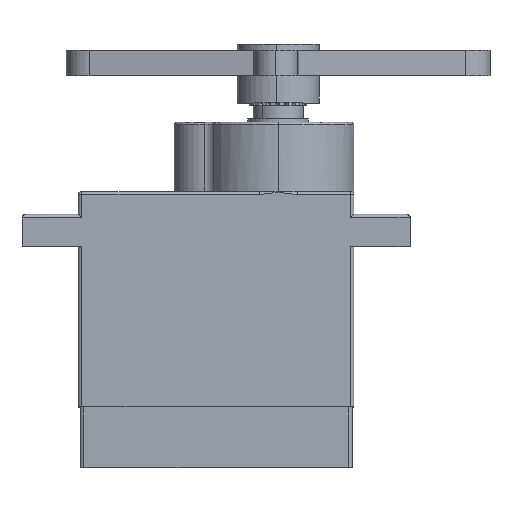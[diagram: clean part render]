
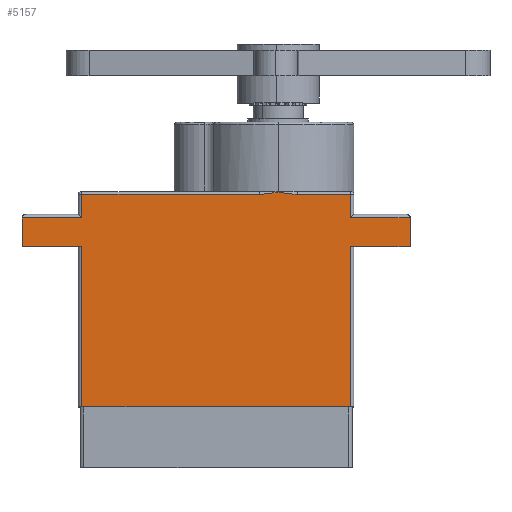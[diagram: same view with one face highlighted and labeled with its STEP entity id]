
A CAD part, top view. The second image highlights one B-rep face of the part: STEP entity #5157.
In plain terms, the highlighted planar face has unit normal (0, 0, 1).
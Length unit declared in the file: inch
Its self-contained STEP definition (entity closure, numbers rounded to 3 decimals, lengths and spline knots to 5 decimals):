
#10 = VERTEX_POINT ( 'NONE', #3985 ) ;
#17 = CARTESIAN_POINT ( 'NONE',  ( 0.88386, 0.8878, 0. ) ) ;
#38 = EDGE_CURVE ( 'NONE', #1664, #4127, #5047, .T. ) ;
#153 = EDGE_CURVE ( 'NONE', #7592, #2007, #3657, .T. ) ;
#219 = VECTOR ( 'NONE', #8188, 39.37008 ) ;
#234 = CARTESIAN_POINT ( 'NONE',  ( 0.69059, 0.88897, 0. ) ) ;
#287 = DIRECTION ( 'NONE',  ( -1., 0., 0. ) ) ;
#305 = LINE ( 'NONE', #4554, #7441 ) ;
#331 = EDGE_CURVE ( 'NONE', #951, #4903, #8069, .T. ) ;
#410 = ORIENTED_EDGE ( 'NONE', *, *, #6339, .T. ) ;
#417 = DIRECTION ( 'NONE',  ( -1., 0., 0. ) ) ;
#472 = LINE ( 'NONE', #2383, #2301 ) ;
#486 = CARTESIAN_POINT ( 'NONE',  ( 0.58786, 0.8878, 0. ) ) ;
#497 = FACE_OUTER_BOUND ( 'NONE', #4248, .T. ) ;
#666 = ORIENTED_EDGE ( 'NONE', *, *, #153, .F. ) ;
#774 = LINE ( 'NONE', #4930, #1988 ) ;
#874 = CARTESIAN_POINT ( 'NONE',  ( 0.88386, 0.19685, 0. ) ) ;
#878 = CARTESIAN_POINT ( 'NONE',  ( 0.64961, 0.89567, 0. ) ) ;
#939 = DIRECTION ( 'NONE',  ( -1., 0., 0. ) ) ;
#951 = VERTEX_POINT ( 'NONE', #3320 ) ;
#1006 = CARTESIAN_POINT ( 'NONE',  ( 0.01181, 0.7185, 0. ) ) ;
#1013 = B_SPLINE_CURVE_WITH_KNOTS ( 'NONE', 3,
 ( #7827, #8018, #234, #5353, #5471, #878 ),
 .UNSPECIFIED., .F., .F.,
 ( 4, 2, 4 ),
 ( 0., 0.0008, 0.00159 ),
 .UNSPECIFIED. ) ;
#1033 = CARTESIAN_POINT ( 'NONE',  ( 0.89567, 0.81102, 0. ) ) ;
#1145 = CARTESIAN_POINT ( 'NONE',  ( 0.62916, 0.89194, 0. ) ) ;
#1198 = DIRECTION ( 'NONE',  ( 0., -1., 0. ) ) ;
#1297 = DIRECTION ( 'NONE',  ( 0., 1., 0. ) ) ;
#1368 = ORIENTED_EDGE ( 'NONE', *, *, #5285, .F. ) ;
#1391 = CARTESIAN_POINT ( 'NONE',  ( 0.88386, 0.89567, 0. ) ) ;
#1400 = CARTESIAN_POINT ( 'NONE',  ( -0.18307, 0.82283, 0. ) ) ;
#1406 = ORIENTED_EDGE ( 'NONE', *, *, #4763, .T. ) ;
#1482 = VERTEX_POINT ( 'NONE', #3426 ) ;
#1664 = VERTEX_POINT ( 'NONE', #5089 ) ;
#1770 = CARTESIAN_POINT ( 'NONE',  ( 0.59831, 0.8878, 0. ) ) ;
#1825 = CARTESIAN_POINT ( 'NONE',  ( 0.01181, 0.19685, 0. ) ) ;
#1846 = EDGE_CURVE ( 'NONE', #8009, #951, #1013, .T. ) ;
#1879 = VECTOR ( 'NONE', #7179, 39.37008 ) ;
#1939 = ORIENTED_EDGE ( 'NONE', *, *, #38, .T. ) ;
#1988 = VECTOR ( 'NONE', #5580, 39.37008 ) ;
#2007 = VERTEX_POINT ( 'NONE', #1825 ) ;
#2014 = VECTOR ( 'NONE', #1297, 39.37008 ) ;
#2092 = PLANE ( 'NONE',  #2560 ) ;
#2182 = VERTEX_POINT ( 'NONE', #4492 ) ;
#2274 = VERTEX_POINT ( 'NONE', #3993 ) ;
#2301 = VECTOR ( 'NONE', #2358, 39.37008 ) ;
#2340 = DIRECTION ( 'NONE',  ( -1., 0., 0. ) ) ;
#2358 = DIRECTION ( 'NONE',  ( -1., 0., 0. ) ) ;
#2383 = CARTESIAN_POINT ( 'NONE',  ( -0.18307, 0.81102, 0. ) ) ;
#2560 = AXIS2_PLACEMENT_3D ( 'NONE', #7449, #3577, #2340 ) ;
#2595 = ORIENTED_EDGE ( 'NONE', *, *, #5668, .F. ) ;
#2690 = DIRECTION ( 'NONE',  ( -1., 0., 0. ) ) ;
#2698 = DIRECTION ( 'NONE',  ( 0., -1., 0. ) ) ;
#2718 = EDGE_CURVE ( 'NONE', #4903, #3081, #5253, .T. ) ;
#2733 = EDGE_CURVE ( 'NONE', #1482, #10, #2851, .T. ) ;
#2851 = LINE ( 'NONE', #8162, #3463 ) ;
#2966 = EDGE_CURVE ( 'NONE', #1482, #2274, #8163, .T. ) ;
#3081 = VERTEX_POINT ( 'NONE', #7469 ) ;
#3192 = LINE ( 'NONE', #8117, #7208 ) ;
#3221 = VECTOR ( 'NONE', #417, 39.37008 ) ;
#3273 = CARTESIAN_POINT ( 'NONE',  ( 0.88386, 0.89567, 0. ) ) ;
#3320 = CARTESIAN_POINT ( 'NONE',  ( 0.64961, 0.89567, 0. ) ) ;
#3426 = CARTESIAN_POINT ( 'NONE',  ( 1.07874, 0.81102, 0. ) ) ;
#3463 = VECTOR ( 'NONE', #1198, 39.37008 ) ;
#3472 = CARTESIAN_POINT ( 'NONE',  ( 0.71136, 0.8878, 0. ) ) ;
#3577 = DIRECTION ( 'NONE',  ( 0., 0., -1. ) ) ;
#3631 = LINE ( 'NONE', #5016, #3221 ) ;
#3657 = LINE ( 'NONE', #8021, #5961 ) ;
#3716 = CARTESIAN_POINT ( 'NONE',  ( 0.6394, 0.89381, 0. ) ) ;
#3813 = VERTEX_POINT ( 'NONE', #1006 ) ;
#3985 = CARTESIAN_POINT ( 'NONE',  ( 1.07874, 0.7185, 0. ) ) ;
#3993 = CARTESIAN_POINT ( 'NONE',  ( 0.88386, 0.81102, 0. ) ) ;
#4127 = VERTEX_POINT ( 'NONE', #4192 ) ;
#4192 = CARTESIAN_POINT ( 'NONE',  ( -0.18307, 0.7185, 0. ) ) ;
#4198 = EDGE_CURVE ( 'NONE', #7814, #8009, #7518, .T. ) ;
#4236 = EDGE_CURVE ( 'NONE', #3081, #5070, #774, .T. ) ;
#4248 = EDGE_LOOP ( 'NONE', ( #410, #7462, #6871, #4566, #7763, #4264, #6058, #1939, #2595, #1406, #666, #6965, #1368, #6738, #6707 ) ) ;
#4264 = ORIENTED_EDGE ( 'NONE', *, *, #4236, .T. ) ;
#4301 = EDGE_CURVE ( 'NONE', #5070, #1664, #472, .T. ) ;
#4492 = CARTESIAN_POINT ( 'NONE',  ( 0.88386, 0.7185, 0. ) ) ;
#4514 = VECTOR ( 'NONE', #287, 39.37008 ) ;
#4554 = CARTESIAN_POINT ( 'NONE',  ( 1.07874, 0.7185, 0. ) ) ;
#4566 = ORIENTED_EDGE ( 'NONE', *, *, #331, .T. ) ;
#4763 = EDGE_CURVE ( 'NONE', #3813, #2007, #3192, .T. ) ;
#4903 = VERTEX_POINT ( 'NONE', #7617 ) ;
#4916 = DIRECTION ( 'NONE',  ( -1., 0., 0. ) ) ;
#4930 = CARTESIAN_POINT ( 'NONE',  ( 0.01181, 0.82283, 0. ) ) ;
#4964 = CARTESIAN_POINT ( 'NONE',  ( 0.60862, 0.88897, 0. ) ) ;
#5016 = CARTESIAN_POINT ( 'NONE',  ( 1.07874, 0.7185, 0. ) ) ;
#5047 = LINE ( 'NONE', #1400, #7163 ) ;
#5070 = VERTEX_POINT ( 'NONE', #7278 ) ;
#5089 = CARTESIAN_POINT ( 'NONE',  ( -0.18307, 0.81102, 0. ) ) ;
#5157 = ADVANCED_FACE ( 'NONE', ( #497 ), #2092, .F. ) ;
#5253 = LINE ( 'NONE', #6325, #219 ) ;
#5285 = EDGE_CURVE ( 'NONE', #10, #2182, #3631, .T. ) ;
#5353 = CARTESIAN_POINT ( 'NONE',  ( 0.67005, 0.89194, 0. ) ) ;
#5471 = CARTESIAN_POINT ( 'NONE',  ( 0.65989, 0.8938, 0. ) ) ;
#5580 = DIRECTION ( 'NONE',  ( 0., -1., 0. ) ) ;
#5668 = EDGE_CURVE ( 'NONE', #3813, #4127, #305, .T. ) ;
#5765 = DIRECTION ( 'NONE',  ( 0., -1., 0. ) ) ;
#5895 = LINE ( 'NONE', #1391, #1879 ) ;
#5961 = VECTOR ( 'NONE', #939, 39.37008 ) ;
#6034 = LINE ( 'NONE', #3273, #2014 ) ;
#6058 = ORIENTED_EDGE ( 'NONE', *, *, #4301, .T. ) ;
#6093 = EDGE_CURVE ( 'NONE', #7592, #2182, #6034, .T. ) ;
#6325 = CARTESIAN_POINT ( 'NONE',  ( 0., 0.8878, 0. ) ) ;
#6339 = EDGE_CURVE ( 'NONE', #2274, #7814, #5895, .T. ) ;
#6707 = ORIENTED_EDGE ( 'NONE', *, *, #2966, .T. ) ;
#6710 = CARTESIAN_POINT ( 'NONE',  ( 0., 0.8878, 0. ) ) ;
#6738 = ORIENTED_EDGE ( 'NONE', *, *, #2733, .F. ) ;
#6871 = ORIENTED_EDGE ( 'NONE', *, *, #1846, .T. ) ;
#6965 = ORIENTED_EDGE ( 'NONE', *, *, #6093, .T. ) ;
#7163 = VECTOR ( 'NONE', #2698, 39.37008 ) ;
#7179 = DIRECTION ( 'NONE',  ( 0., 1., 0. ) ) ;
#7208 = VECTOR ( 'NONE', #5765, 39.37008 ) ;
#7278 = CARTESIAN_POINT ( 'NONE',  ( 0.01181, 0.81102, 0. ) ) ;
#7441 = VECTOR ( 'NONE', #2690, 39.37008 ) ;
#7449 = CARTESIAN_POINT ( 'NONE',  ( 0., 0.89567, 0. ) ) ;
#7462 = ORIENTED_EDGE ( 'NONE', *, *, #4198, .T. ) ;
#7469 = CARTESIAN_POINT ( 'NONE',  ( 0.01181, 0.8878, 0. ) ) ;
#7518 = LINE ( 'NONE', #6710, #4514 ) ;
#7592 = VERTEX_POINT ( 'NONE', #874 ) ;
#7617 = CARTESIAN_POINT ( 'NONE',  ( 0.58786, 0.8878, 0. ) ) ;
#7763 = ORIENTED_EDGE ( 'NONE', *, *, #2718, .T. ) ;
#7770 = VECTOR ( 'NONE', #4916, 39.37008 ) ;
#7814 = VERTEX_POINT ( 'NONE', #17 ) ;
#7827 = CARTESIAN_POINT ( 'NONE',  ( 0.71136, 0.8878, 0. ) ) ;
#8009 = VERTEX_POINT ( 'NONE', #3472 ) ;
#8018 = CARTESIAN_POINT ( 'NONE',  ( 0.7009, 0.8878, 0. ) ) ;
#8021 = CARTESIAN_POINT ( 'NONE',  ( 0.89567, 0.19685, 0. ) ) ;
#8069 = B_SPLINE_CURVE_WITH_KNOTS ( 'NONE', 3,
 ( #8183, #3716, #1145, #4964, #1770, #486 ),
 .UNSPECIFIED., .F., .F.,
 ( 4, 2, 4 ),
 ( -0.00002, 0.00078, 0.00157 ),
 .UNSPECIFIED. ) ;
#8117 = CARTESIAN_POINT ( 'NONE',  ( 0.01181, 0.19685, 0. ) ) ;
#8162 = CARTESIAN_POINT ( 'NONE',  ( 1.07874, 0.82283, 0. ) ) ;
#8163 = LINE ( 'NONE', #1033, #7770 ) ;
#8183 = CARTESIAN_POINT ( 'NONE',  ( 0.64961, 0.89567, 0. ) ) ;
#8188 = DIRECTION ( 'NONE',  ( -1., 0., 0. ) ) ;
